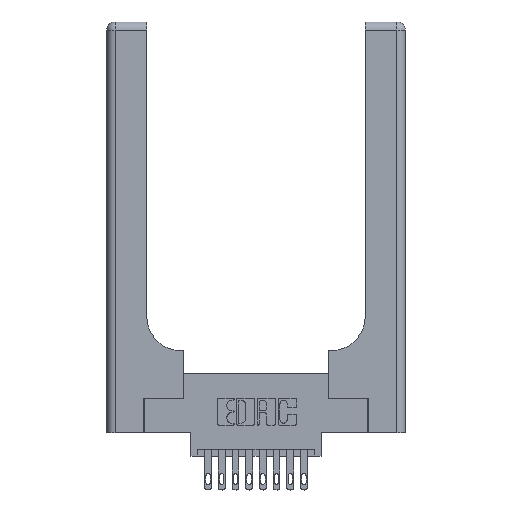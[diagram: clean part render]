
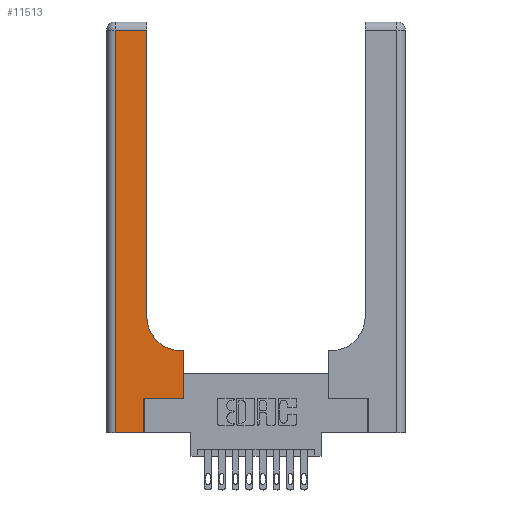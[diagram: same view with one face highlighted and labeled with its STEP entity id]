
A CAD part, top view. The second image highlights one B-rep face of the part: STEP entity #11513.
In plain terms, the highlighted planar face has unit normal (0, 0, 1).
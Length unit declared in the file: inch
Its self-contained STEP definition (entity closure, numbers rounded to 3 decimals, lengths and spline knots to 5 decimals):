
#195 = VERTEX_POINT ( 'NONE', #16071 ) ;
#492 = EDGE_CURVE ( 'NONE', #3356, #3099, #4102, .T. ) ;
#641 = DIRECTION ( 'NONE',  ( -1., 0., 0. ) ) ;
#767 = CARTESIAN_POINT ( 'NONE',  ( 0.269, 0., 0.37 ) ) ;
#1192 = VECTOR ( 'NONE', #5990, 39.37008 ) ;
#1205 = EDGE_CURVE ( 'NONE', #9526, #6419, #13784, .T. ) ;
#1270 = CARTESIAN_POINT ( 'NONE',  ( 0.06, 3., 0.37 ) ) ;
#2289 = AXIS2_PLACEMENT_3D ( 'NONE', #6923, #10533, #3126 ) ;
#2576 = ORIENTED_EDGE ( 'NONE', *, *, #5645, .T. ) ;
#2687 = ORIENTED_EDGE ( 'NONE', *, *, #1205, .T. ) ;
#3099 = VERTEX_POINT ( 'NONE', #4315 ) ;
#3126 = DIRECTION ( 'NONE',  ( 1., 0., 0. ) ) ;
#3356 = VERTEX_POINT ( 'NONE', #11263 ) ;
#3527 = VERTEX_POINT ( 'NONE', #13237 ) ;
#3603 = DIRECTION ( 'NONE',  ( 1., 0., 0. ) ) ;
#3754 = LINE ( 'NONE', #6853, #13471 ) ;
#3828 = EDGE_CURVE ( 'NONE', #195, #3356, #8096, .T. ) ;
#4003 = ORIENTED_EDGE ( 'NONE', *, *, #492, .T. ) ;
#4102 = LINE ( 'NONE', #4590, #13227 ) ;
#4231 = ORIENTED_EDGE ( 'NONE', *, *, #7015, .T. ) ;
#4315 = CARTESIAN_POINT ( 'NONE',  ( 0.5585, 0.25, 0.37 ) ) ;
#4590 = CARTESIAN_POINT ( 'NONE',  ( 0.269, 0.25, 0.37 ) ) ;
#4665 = EDGE_CURVE ( 'NONE', #6419, #8999, #5524, .T. ) ;
#4821 = CARTESIAN_POINT ( 'NONE',  ( 0.5585, 0.25, 0.37 ) ) ;
#5493 = VERTEX_POINT ( 'NONE', #11295 ) ;
#5524 = LINE ( 'NONE', #8654, #9995 ) ;
#5645 = EDGE_CURVE ( 'NONE', #13431, #9526, #10957, .T. ) ;
#5670 = CARTESIAN_POINT ( 'NONE',  ( 0.2915, 2.94, 0.37 ) ) ;
#5990 = DIRECTION ( 'NONE',  ( 1., 0., 0. ) ) ;
#6349 = PLANE ( 'NONE',  #12121 ) ;
#6419 = VERTEX_POINT ( 'NONE', #15437 ) ;
#6453 = DIRECTION ( 'NONE',  ( -1., 0., 0. ) ) ;
#6853 = CARTESIAN_POINT ( 'NONE',  ( 0., 2.94, 0.37 ) ) ;
#6923 = CARTESIAN_POINT ( 'NONE',  ( 0.5415, 0.85, 0.37 ) ) ;
#7015 = EDGE_CURVE ( 'NONE', #5493, #195, #7626, .T. ) ;
#7065 = VECTOR ( 'NONE', #13646, 39.37008 ) ;
#7082 = ORIENTED_EDGE ( 'NONE', *, *, #9992, .T. ) ;
#7503 = ORIENTED_EDGE ( 'NONE', *, *, #10069, .T. ) ;
#7626 = LINE ( 'NONE', #8420, #1192 ) ;
#7831 = CARTESIAN_POINT ( 'NONE',  ( 0.5415, 0.6, 0.37 ) ) ;
#8096 = LINE ( 'NONE', #767, #13896 ) ;
#8199 = FACE_OUTER_BOUND ( 'NONE', #14725, .T. ) ;
#8388 = ORIENTED_EDGE ( 'NONE', *, *, #3828, .T. ) ;
#8420 = CARTESIAN_POINT ( 'NONE',  ( 0., 0., 0.37 ) ) ;
#8630 = VECTOR ( 'NONE', #12480, 39.37008 ) ;
#8654 = CARTESIAN_POINT ( 'NONE',  ( 0.2915, 3., 0.37 ) ) ;
#8999 = VERTEX_POINT ( 'NONE', #5670 ) ;
#9104 = CARTESIAN_POINT ( 'NONE',  ( 0.5585, 0.6, 0.37 ) ) ;
#9526 = VERTEX_POINT ( 'NONE', #7831 ) ;
#9583 = DIRECTION ( 'NONE',  ( 0., 1., 0. ) ) ;
#9708 = EDGE_CURVE ( 'NONE', #3099, #13431, #12869, .T. ) ;
#9785 = CARTESIAN_POINT ( 'NONE',  ( 0.2915, 0.6, 0.37 ) ) ;
#9992 = EDGE_CURVE ( 'NONE', #8999, #3527, #3754, .T. ) ;
#9995 = VECTOR ( 'NONE', #11291, 39.37008 ) ;
#10069 = EDGE_CURVE ( 'NONE', #3527, #5493, #15780, .T. ) ;
#10533 = DIRECTION ( 'NONE',  ( 0., 0., -1. ) ) ;
#10957 = LINE ( 'NONE', #9785, #13282 ) ;
#11263 = CARTESIAN_POINT ( 'NONE',  ( 0.269, 0.25, 0.37 ) ) ;
#11291 = DIRECTION ( 'NONE',  ( 0., 1., 0. ) ) ;
#11295 = CARTESIAN_POINT ( 'NONE',  ( 0.06, 0., 0.37 ) ) ;
#11376 = CARTESIAN_POINT ( 'NONE',  ( 0., 3., 0.37 ) ) ;
#11513 = ADVANCED_FACE ( 'NONE', ( #8199 ), #6349, .F. ) ;
#12121 = AXIS2_PLACEMENT_3D ( 'NONE', #11376, #15039, #6453 ) ;
#12480 = DIRECTION ( 'NONE',  ( 0., 1., 0. ) ) ;
#12669 = ORIENTED_EDGE ( 'NONE', *, *, #4665, .T. ) ;
#12869 = LINE ( 'NONE', #4821, #8630 ) ;
#13227 = VECTOR ( 'NONE', #3603, 39.37008 ) ;
#13237 = CARTESIAN_POINT ( 'NONE',  ( 0.06, 2.94, 0.37 ) ) ;
#13282 = VECTOR ( 'NONE', #16017, 39.37008 ) ;
#13431 = VERTEX_POINT ( 'NONE', #9104 ) ;
#13471 = VECTOR ( 'NONE', #641, 39.37008 ) ;
#13646 = DIRECTION ( 'NONE',  ( 0., -1., 0. ) ) ;
#13784 = CIRCLE ( 'NONE', #2289, 0.25 ) ;
#13896 = VECTOR ( 'NONE', #9583, 39.37008 ) ;
#14725 = EDGE_LOOP ( 'NONE', ( #12669, #7082, #7503, #4231, #8388, #4003, #16011, #2576, #2687 ) ) ;
#15039 = DIRECTION ( 'NONE',  ( 0., 0., -1. ) ) ;
#15437 = CARTESIAN_POINT ( 'NONE',  ( 0.2915, 0.85, 0.37 ) ) ;
#15780 = LINE ( 'NONE', #1270, #7065 ) ;
#16011 = ORIENTED_EDGE ( 'NONE', *, *, #9708, .T. ) ;
#16017 = DIRECTION ( 'NONE',  ( -1., 0., 0. ) ) ;
#16071 = CARTESIAN_POINT ( 'NONE',  ( 0.269, 0., 0.37 ) ) ;
